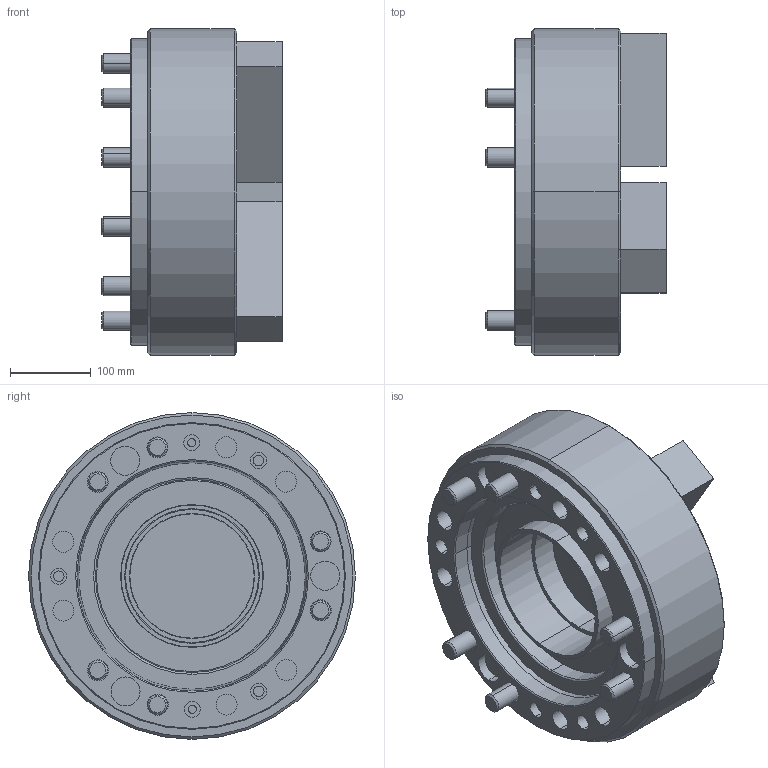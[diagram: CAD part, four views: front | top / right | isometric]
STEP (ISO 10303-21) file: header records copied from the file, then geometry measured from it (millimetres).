
FILE_DESCRIPTION (( 'STEP AP203' ), '1' );
FILE_NAME ('CF-3H-215A15.STEP', '2019-12-20T08:46:37', ( 'temp' ), ( '' ), 'SwSTEP 2.0', 'SolidWorks 2016', '' );
FILE_SCHEMA (( 'CONFIG_CONTROL_DESIGN' ));
Length unit declared in the file: millimetre
Products named in the file (10): 圓頭內六角螺栓_M20x50; 圓頭內六角螺栓_M16x35; SJ-15P; 圓頭內六角螺栓_M24x140; 3H-15B-08000-A15法蘭; CF-3H-215-01000; CF-3H-215A15; CF-3H-215-02000; CF-3H-215-06000; CF-3H-215-07000
Assembly tree (20 placements, depth 2):
  CF-3H-215A15
    CF-3H-215-01000
    CF-3H-215-02000
    CF-3H-215-06000
    CF-3H-215-07000
    圓頭內六角螺栓_M20x50  x3
    圓頭內六角螺栓_M16x35  x3
    SJ-15P  x3
    圓頭內六角螺栓_M24x140  x6
    3H-15B-08000-A15法蘭
Bounding box: 223.25 x 405 x 405 mm (x, y, z)
Volume: 14569777.1 mm3; surface area: 1252627.3 mm2
Topology: 20 solids, 20 shells, 3185 faces, 9140 edges, 6043 vertices
Faces by surface type: plane 2243, cylinder 842, cone 92, torus 8
Entity records: 38012 total; most frequent: CARTESIAN_POINT 7869, ORIENTED_EDGE 6468, DIRECTION 5446, EDGE_CURVE 3234, VECTOR 2466, LINE 2466, VERTEX_POINT 2137, AXIS2_PLACEMENT_3D 1490
